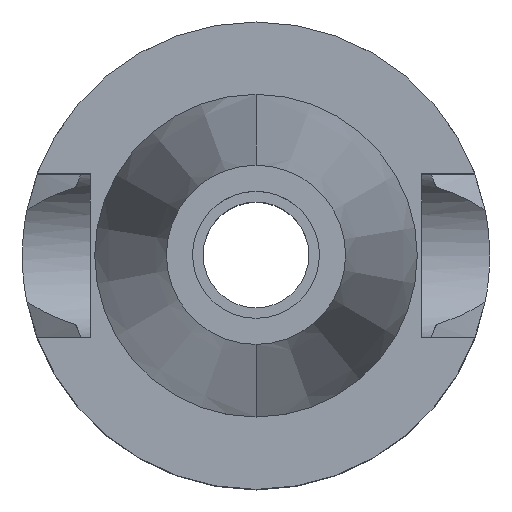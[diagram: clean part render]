
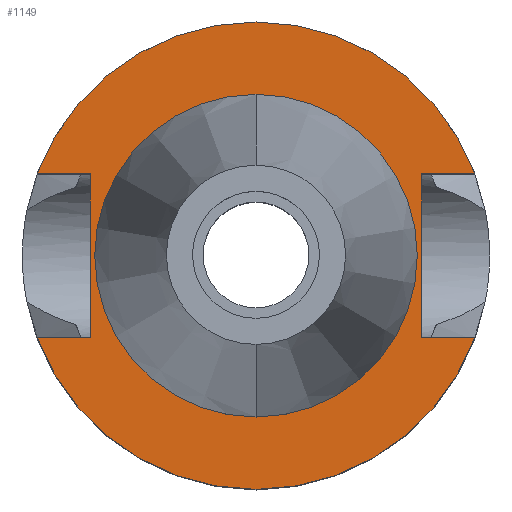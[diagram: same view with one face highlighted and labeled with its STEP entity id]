
A CAD part, top view. The second image highlights one B-rep face of the part: STEP entity #1149.
In plain terms, the highlighted planar face has unit normal (0, 0, 1).
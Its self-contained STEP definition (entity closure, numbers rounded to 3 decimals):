
#94=DIRECTION('',(0.,1.,0.));
#95=VECTOR('',#94,16.1);
#96=CARTESIAN_POINT('',(-16.3,-8.05,-1.));
#97=LINE('',#96,#95);
#101=DIRECTION('',(-1.,0.,0.));
#102=VECTOR('',#101,5.245);
#103=CARTESIAN_POINT('',(-16.3,8.05,-1.));
#104=LINE('',#103,#102);
#108=CARTESIAN_POINT('',(0.,0.,-1.));
#109=DIRECTION('',(0.,0.,-1.));
#110=DIRECTION('',(-0.937,0.35,0.));
#111=AXIS2_PLACEMENT_3D('',#108,#109,#110);
#116=CARTESIAN_POINT('',(0.,0.,-1.));
#117=DIRECTION('',(0.,0.,-1.));
#118=DIRECTION('',(0.,1.,0.));
#119=AXIS2_PLACEMENT_3D('',#116,#117,#118);
#124=DIRECTION('',(0.,-1.,0.));
#125=VECTOR('',#124,16.1);
#126=CARTESIAN_POINT('',(16.3,8.05,-1.));
#127=LINE('',#126,#125);
#131=DIRECTION('',(1.,0.,0.));
#132=VECTOR('',#131,5.245);
#133=CARTESIAN_POINT('',(16.3,-8.05,-1.));
#134=LINE('',#133,#132);
#138=CARTESIAN_POINT('',(0.,0.,-1.));
#139=DIRECTION('',(0.,0.,-1.));
#140=DIRECTION('',(0.937,-0.35,0.));
#141=AXIS2_PLACEMENT_3D('',#138,#139,#140);
#146=CARTESIAN_POINT('',(0.,0.,-1.));
#147=DIRECTION('',(0.,0.,-1.));
#148=DIRECTION('',(0.,-1.,0.));
#149=AXIS2_PLACEMENT_3D('',#146,#147,#148);
#154=CARTESIAN_POINT('',(0.,0.,-1.));
#155=DIRECTION('',(0.,0.,1.));
#156=DIRECTION('',(0.,-1.,0.));
#157=AXIS2_PLACEMENT_3D('',#154,#155,#156);
#162=CARTESIAN_POINT('',(0.,0.,-1.));
#163=DIRECTION('',(0.,0.,1.));
#164=DIRECTION('',(0.,1.,0.));
#165=AXIS2_PLACEMENT_3D('',#162,#163,#164);
#210=DIRECTION('',(-1.,0.,0.));
#211=VECTOR('',#210,5.245);
#212=CARTESIAN_POINT('',(-16.3,-8.05,-1.));
#213=LINE('',#212,#211);
#333=DIRECTION('',(1.,0.,0.));
#334=VECTOR('',#333,5.245);
#335=CARTESIAN_POINT('',(16.3,8.05,-1.));
#336=LINE('',#335,#334);
#1016=CARTESIAN_POINT('',(-16.3,-8.05,-1.));
#1017=VERTEX_POINT('',#1016);
#1018=CARTESIAN_POINT('',(-21.545,-8.05,-1.));
#1019=VERTEX_POINT('',#1018);
#1020=CARTESIAN_POINT('',(-16.3,8.05,-1.));
#1021=VERTEX_POINT('',#1020);
#1022=CARTESIAN_POINT('',(-21.545,8.05,-1.));
#1023=VERTEX_POINT('',#1022);
#1024=CARTESIAN_POINT('',(0.,23.,-1.));
#1025=CARTESIAN_POINT('',(21.545,8.05,-1.));
#1026=VERTEX_POINT('',#1024);
#1027=VERTEX_POINT('',#1025);
#1028=CARTESIAN_POINT('',(16.3,8.05,-1.));
#1029=VERTEX_POINT('',#1028);
#1030=CARTESIAN_POINT('',(16.3,-8.05,-1.));
#1031=VERTEX_POINT('',#1030);
#1032=CARTESIAN_POINT('',(21.545,-8.05,-1.));
#1033=VERTEX_POINT('',#1032);
#1034=CARTESIAN_POINT('',(0.,-23.,-1.));
#1035=VERTEX_POINT('',#1034);
#1036=CARTESIAN_POINT('',(0.,-15.875,-1.));
#1037=CARTESIAN_POINT('',(0.,15.875,-1.));
#1038=VERTEX_POINT('',#1036);
#1039=VERTEX_POINT('',#1037);
#1118=CARTESIAN_POINT('',(0.,0.,-1.));
#1119=DIRECTION('',(0.,0.,-1.));
#1120=DIRECTION('',(0.,-1.,0.));
#1121=AXIS2_PLACEMENT_3D('',#1118,#1119,#1120);
#1122=PLANE('',#1121);
#1124=ORIENTED_EDGE('',*,*,#1123,.T.);
#1126=ORIENTED_EDGE('',*,*,#1125,.T.);
#1128=ORIENTED_EDGE('',*,*,#1127,.T.);
#1130=ORIENTED_EDGE('',*,*,#1129,.T.);
#1132=ORIENTED_EDGE('',*,*,#1131,.F.);
#1134=ORIENTED_EDGE('',*,*,#1133,.T.);
#1136=ORIENTED_EDGE('',*,*,#1135,.T.);
#1138=ORIENTED_EDGE('',*,*,#1137,.T.);
#1140=ORIENTED_EDGE('',*,*,#1139,.T.);
#1142=ORIENTED_EDGE('',*,*,#1141,.F.);
#1143=EDGE_LOOP('',(#1124,#1126,#1128,#1130,#1132,#1134,#1136,#1138,#1140,
#1142));
#1144=FACE_OUTER_BOUND('',#1143,.F.);
#1145=ORIENTED_EDGE('',*,*,#1097,.T.);
#1146=ORIENTED_EDGE('',*,*,#1113,.T.);
#1147=EDGE_LOOP('',(#1145,#1146));
#1148=FACE_BOUND('',#1147,.F.);
#112=CIRCLE('',#111,23.);
#120=CIRCLE('',#119,23.);
#142=CIRCLE('',#141,23.);
#150=CIRCLE('',#149,23.);
#158=CIRCLE('',#157,15.875);
#166=CIRCLE('',#165,15.875);
#1097=EDGE_CURVE('',#1038,#1039,#158,.T.);
#1113=EDGE_CURVE('',#1039,#1038,#166,.T.);
#1123=EDGE_CURVE('',#1017,#1021,#97,.T.);
#1125=EDGE_CURVE('',#1021,#1023,#104,.T.);
#1127=EDGE_CURVE('',#1023,#1026,#112,.T.);
#1129=EDGE_CURVE('',#1026,#1027,#120,.T.);
#1131=EDGE_CURVE('',#1029,#1027,#336,.T.);
#1133=EDGE_CURVE('',#1029,#1031,#127,.T.);
#1135=EDGE_CURVE('',#1031,#1033,#134,.T.);
#1137=EDGE_CURVE('',#1033,#1035,#142,.T.);
#1139=EDGE_CURVE('',#1035,#1019,#150,.T.);
#1141=EDGE_CURVE('',#1017,#1019,#213,.T.);
#1149=ADVANCED_FACE('',(#1144,#1148),#1122,.F.);
